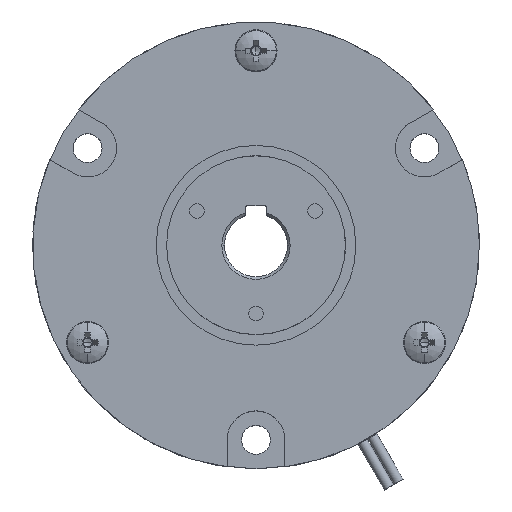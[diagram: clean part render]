
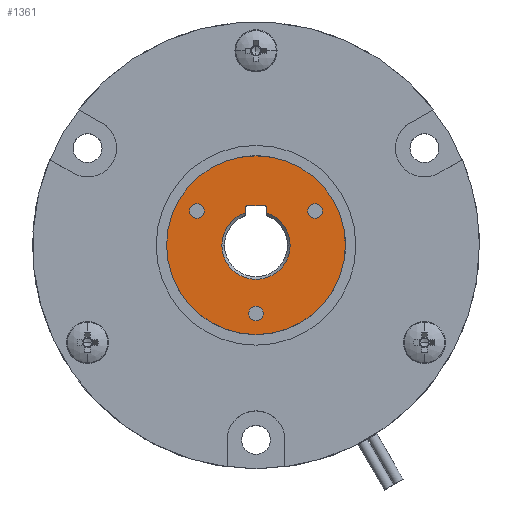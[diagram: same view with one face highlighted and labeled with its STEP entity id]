
A CAD part, top view. The second image highlights one B-rep face of the part: STEP entity #1361.
In plain terms, the highlighted planar face has unit normal (0, 0, 1).
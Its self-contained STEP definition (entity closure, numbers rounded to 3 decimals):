
#1228 = EDGE_CURVE ( 'NONE', #1917, #1721, #5430, .T. ) ;
#1287 = ORIENTED_EDGE ( 'NONE', *, *, #2082, .T. ) ;
#1295 = ORIENTED_EDGE ( 'NONE', *, *, #2136, .T. ) ;
#1296 = ORIENTED_EDGE ( 'NONE', *, *, #1297, .T. ) ;
#1297 = EDGE_CURVE ( 'NONE', #2217, #1298, #5329, .T. ) ;
#1298 = VERTEX_POINT ( 'NONE', #5324 ) ;
#1299 = ORIENTED_EDGE ( 'NONE', *, *, #1321, .T. ) ;
#1316 = EDGE_CURVE ( 'NONE', #2753, #3152, #5359, .T. ) ;
#1319 = EDGE_CURVE ( 'NONE', #2837, #3402, #5353, .T. ) ;
#1321 = EDGE_CURVE ( 'NONE', #1298, #1322, #5520, .T. ) ;
#1322 = VERTEX_POINT ( 'NONE', #5516 ) ;
#1323 = ORIENTED_EDGE ( 'NONE', *, *, #1324, .T. ) ;
#1324 = EDGE_CURVE ( 'NONE', #1322, #1325, #5515, .T. ) ;
#1325 = VERTEX_POINT ( 'NONE', #5510 ) ;
#1327 = VERTEX_POINT ( 'NONE', #5471 ) ;
#1347 = ORIENTED_EDGE ( 'NONE', *, *, #1348, .T. ) ;
#1348 = EDGE_CURVE ( 'NONE', #1325, #1327, #5793, .T. ) ;
#1349 = ORIENTED_EDGE ( 'NONE', *, *, #1350, .T. ) ;
#1350 = EDGE_CURVE ( 'NONE', #1327, #1368, #5799, .T. ) ;
#1351 = EDGE_LOOP ( 'NONE', ( #1352, #1354 ) ) ;
#1352 = ORIENTED_EDGE ( 'NONE', *, *, #1353, .F. ) ;
#1353 = EDGE_CURVE ( 'NONE', #3016, #2880, #5794, .T. ) ;
#1354 = ORIENTED_EDGE ( 'NONE', *, *, #2800, .F. ) ;
#1355 = EDGE_LOOP ( 'NONE', ( #1356, #1357 ) ) ;
#1356 = ORIENTED_EDGE ( 'NONE', *, *, #1720, .T. ) ;
#1357 = ORIENTED_EDGE ( 'NONE', *, *, #1228, .T. ) ;
#1358 = EDGE_LOOP ( 'NONE', ( #1359, #1360 ) ) ;
#1359 = ORIENTED_EDGE ( 'NONE', *, *, #2843, .T. ) ;
#1360 = ORIENTED_EDGE ( 'NONE', *, *, #1316, .T. ) ;
#1361 = ADVANCED_FACE ( 'NONE', ( #5600, #5599, #5598, #5597, #5596 ), #5595, .F. ) ;
#1362 = EDGE_LOOP ( 'NONE', ( #1363, #1364 ) ) ;
#1363 = ORIENTED_EDGE ( 'NONE', *, *, #3403, .T. ) ;
#1364 = ORIENTED_EDGE ( 'NONE', *, *, #1319, .T. ) ;
#1365 = EDGE_LOOP ( 'NONE', ( #1366, #1287, #1295, #1296, #1299, #1323, #1347, #1349 ) ) ;
#1366 = ORIENTED_EDGE ( 'NONE', *, *, #1367, .T. ) ;
#1367 = EDGE_CURVE ( 'NONE', #1368, #2083, #5593, .T. ) ;
#1368 = VERTEX_POINT ( 'NONE', #5586 ) ;
#1720 = EDGE_CURVE ( 'NONE', #1721, #1917, #6357, .T. ) ;
#1721 = VERTEX_POINT ( 'NONE', #6352 ) ;
#1917 = VERTEX_POINT ( 'NONE', #6978 ) ;
#2082 = EDGE_CURVE ( 'NONE', #2083, #2137, #7167, .T. ) ;
#2083 = VERTEX_POINT ( 'NONE', #7162 ) ;
#2136 = EDGE_CURVE ( 'NONE', #2137, #2217, #10005, .T. ) ;
#2137 = VERTEX_POINT ( 'NONE', #10000 ) ;
#2217 = VERTEX_POINT ( 'NONE', #7384 ) ;
#2753 = VERTEX_POINT ( 'NONE', #8422 ) ;
#2800 = EDGE_CURVE ( 'NONE', #2880, #3016, #8351, .T. ) ;
#2837 = VERTEX_POINT ( 'NONE', #8604 ) ;
#2843 = EDGE_CURVE ( 'NONE', #3152, #2753, #8590, .T. ) ;
#2880 = VERTEX_POINT ( 'NONE', #8565 ) ;
#3016 = VERTEX_POINT ( 'NONE', #8777 ) ;
#3152 = VERTEX_POINT ( 'NONE', #9130 ) ;
#3402 = VERTEX_POINT ( 'NONE', #9283 ) ;
#3403 = EDGE_CURVE ( 'NONE', #3402, #2837, #9282, .T. ) ;
#5324 = CARTESIAN_POINT ( 'NONE',  ( -2., 6.185, 22.8 ) ) ;
#5325 = DIRECTION ( 'NONE',  ( -1., 0., 0. ) ) ;
#5326 = DIRECTION ( 'NONE',  ( 0., 0., -1. ) ) ;
#5327 = CARTESIAN_POINT ( 'NONE',  ( 0., 0., 22.8 ) ) ;
#5328 = AXIS2_PLACEMENT_3D ( 'NONE', #5327, #5326, #5325 ) ;
#5329 = CIRCLE ( 'NONE', #5328, 6.5 ) ;
#5353 = CIRCLE ( 'NONE', #5529, 1.4 ) ;
#5355 = DIRECTION ( 'NONE',  ( 0.5, -0.866, 0. ) ) ;
#5356 = DIRECTION ( 'NONE',  ( 0., 0., -1. ) ) ;
#5357 = CARTESIAN_POINT ( 'NONE',  ( 11.258, 6.5, 22.8 ) ) ;
#5358 = AXIS2_PLACEMENT_3D ( 'NONE', #5357, #5356, #5355 ) ;
#5359 = CIRCLE ( 'NONE', #5358, 1.4 ) ;
#5426 = DIRECTION ( 'NONE',  ( -1., 0., 0. ) ) ;
#5427 = DIRECTION ( 'NONE',  ( 0., 0., -1. ) ) ;
#5428 = CARTESIAN_POINT ( 'NONE',  ( 0., -13., 22.8 ) ) ;
#5429 = AXIS2_PLACEMENT_3D ( 'NONE', #5428, #5427, #5426 ) ;
#5430 = CIRCLE ( 'NONE', #5429, 1.4 ) ;
#5471 = CARTESIAN_POINT ( 'NONE',  ( 1.6, 7.5, 22.8 ) ) ;
#5510 = CARTESIAN_POINT ( 'NONE',  ( -1.6, 7.5, 22.8 ) ) ;
#5511 = DIRECTION ( 'NONE',  ( -1., 0., 0. ) ) ;
#5512 = DIRECTION ( 'NONE',  ( 0., 0., -1. ) ) ;
#5513 = CARTESIAN_POINT ( 'NONE',  ( -1.6, 7.1, 22.8 ) ) ;
#5514 = AXIS2_PLACEMENT_3D ( 'NONE', #5513, #5512, #5511 ) ;
#5515 = CIRCLE ( 'NONE', #5514, 0.4 ) ;
#5516 = CARTESIAN_POINT ( 'NONE',  ( -2., 7.1, 22.8 ) ) ;
#5517 = DIRECTION ( 'NONE',  ( 0., 1., 0. ) ) ;
#5518 = VECTOR ( 'NONE', #5517, 1000. ) ;
#5519 = CARTESIAN_POINT ( 'NONE',  ( -2., 7.5, 22.8 ) ) ;
#5520 = LINE ( 'NONE', #5519, #5518 ) ;
#5526 = DIRECTION ( 'NONE',  ( 0.5, 0.866, 0. ) ) ;
#5527 = DIRECTION ( 'NONE',  ( 0., 0., -1. ) ) ;
#5528 = CARTESIAN_POINT ( 'NONE',  ( -11.258, 6.5, 22.8 ) ) ;
#5529 = AXIS2_PLACEMENT_3D ( 'NONE', #5528, #5527, #5526 ) ;
#5586 = CARTESIAN_POINT ( 'NONE',  ( 2., 7.1, 22.8 ) ) ;
#5587 = DIRECTION ( 'NONE',  ( 0., -1., 0. ) ) ;
#5588 = VECTOR ( 'NONE', #5587, 1000. ) ;
#5589 = CARTESIAN_POINT ( 'NONE',  ( 2., 7.5, 22.8 ) ) ;
#5590 = DIRECTION ( 'NONE',  ( -1., 0., 0. ) ) ;
#5591 = DIRECTION ( 'NONE',  ( 0., 0., -1. ) ) ;
#5592 = CARTESIAN_POINT ( 'NONE',  ( 0., 0., 22.8 ) ) ;
#5593 = LINE ( 'NONE', #5589, #5588 ) ;
#5594 = AXIS2_PLACEMENT_3D ( 'NONE', #5592, #5591, #5590 ) ;
#5595 = PLANE ( 'NONE',  #5594 ) ;
#5596 = FACE_BOUND ( 'NONE', #1358, .T. ) ;
#5597 = FACE_BOUND ( 'NONE', #1355, .T. ) ;
#5598 = FACE_OUTER_BOUND ( 'NONE', #1351, .T. ) ;
#5599 = FACE_BOUND ( 'NONE', #1365, .T. ) ;
#5600 = FACE_BOUND ( 'NONE', #1362, .T. ) ;
#5601 = DIRECTION ( 'NONE',  ( -1., 0., 0. ) ) ;
#5602 = DIRECTION ( 'NONE',  ( 0., 0., -1. ) ) ;
#5603 = CARTESIAN_POINT ( 'NONE',  ( 0., 0., 22.8 ) ) ;
#5604 = AXIS2_PLACEMENT_3D ( 'NONE', #5603, #5602, #5601 ) ;
#5790 = DIRECTION ( 'NONE',  ( 1., 0., 0. ) ) ;
#5791 = VECTOR ( 'NONE', #5790, 1000. ) ;
#5792 = CARTESIAN_POINT ( 'NONE',  ( -2., 7.5, 22.8 ) ) ;
#5793 = LINE ( 'NONE', #5792, #5791 ) ;
#5794 = CIRCLE ( 'NONE', #5604, 17. ) ;
#5795 = DIRECTION ( 'NONE',  ( -1., 0., 0. ) ) ;
#5796 = DIRECTION ( 'NONE',  ( 0., 0., -1. ) ) ;
#5797 = CARTESIAN_POINT ( 'NONE',  ( 1.6, 7.1, 22.8 ) ) ;
#5798 = AXIS2_PLACEMENT_3D ( 'NONE', #5797, #5796, #5795 ) ;
#5799 = CIRCLE ( 'NONE', #5798, 0.4 ) ;
#6352 = CARTESIAN_POINT ( 'NONE',  ( 1.4, -13., 22.8 ) ) ;
#6353 = DIRECTION ( 'NONE',  ( -1., 0., 0. ) ) ;
#6354 = DIRECTION ( 'NONE',  ( 0., 0., -1. ) ) ;
#6355 = CARTESIAN_POINT ( 'NONE',  ( 0., -13., 22.8 ) ) ;
#6356 = AXIS2_PLACEMENT_3D ( 'NONE', #6355, #6354, #6353 ) ;
#6357 = CIRCLE ( 'NONE', #6356, 1.4 ) ;
#6978 = CARTESIAN_POINT ( 'NONE',  ( -1.4, -13., 22.8 ) ) ;
#7162 = CARTESIAN_POINT ( 'NONE',  ( 2., 6.185, 22.8 ) ) ;
#7163 = DIRECTION ( 'NONE',  ( -1., 0., 0. ) ) ;
#7164 = DIRECTION ( 'NONE',  ( 0., 0., -1. ) ) ;
#7165 = CARTESIAN_POINT ( 'NONE',  ( 0., 0., 22.8 ) ) ;
#7166 = AXIS2_PLACEMENT_3D ( 'NONE', #7165, #7164, #7163 ) ;
#7167 = CIRCLE ( 'NONE', #7166, 6.5 ) ;
#7384 = CARTESIAN_POINT ( 'NONE',  ( -6.5, 0., 22.8 ) ) ;
#8347 = DIRECTION ( 'NONE',  ( -1., 0., 0. ) ) ;
#8348 = DIRECTION ( 'NONE',  ( 0., 0., -1. ) ) ;
#8349 = CARTESIAN_POINT ( 'NONE',  ( 0., 0., 22.8 ) ) ;
#8350 = AXIS2_PLACEMENT_3D ( 'NONE', #8349, #8348, #8347 ) ;
#8351 = CIRCLE ( 'NONE', #8350, 17. ) ;
#8422 = CARTESIAN_POINT ( 'NONE',  ( 9.858, 6.5, 22.8 ) ) ;
#8565 = CARTESIAN_POINT ( 'NONE',  ( -17., 0., 22.8 ) ) ;
#8587 = DIRECTION ( 'NONE',  ( 0.5, -0.866, 0. ) ) ;
#8588 = DIRECTION ( 'NONE',  ( 0., 0., -1. ) ) ;
#8589 = AXIS2_PLACEMENT_3D ( 'NONE', #8593, #8588, #8587 ) ;
#8590 = CIRCLE ( 'NONE', #8589, 1.4 ) ;
#8593 = CARTESIAN_POINT ( 'NONE',  ( 11.258, 6.5, 22.8 ) ) ;
#8604 = CARTESIAN_POINT ( 'NONE',  ( -12.658, 6.5, 22.8 ) ) ;
#8777 = CARTESIAN_POINT ( 'NONE',  ( 17., 0., 22.8 ) ) ;
#9130 = CARTESIAN_POINT ( 'NONE',  ( 12.658, 6.5, 22.8 ) ) ;
#9278 = DIRECTION ( 'NONE',  ( 0.5, 0.866, 0. ) ) ;
#9279 = DIRECTION ( 'NONE',  ( 0., 0., -1. ) ) ;
#9280 = CARTESIAN_POINT ( 'NONE',  ( -11.258, 6.5, 22.8 ) ) ;
#9281 = AXIS2_PLACEMENT_3D ( 'NONE', #9280, #9279, #9278 ) ;
#9282 = CIRCLE ( 'NONE', #9281, 1.4 ) ;
#9283 = CARTESIAN_POINT ( 'NONE',  ( -9.858, 6.5, 22.8 ) ) ;
#10000 = CARTESIAN_POINT ( 'NONE',  ( 6.5, 0., 22.8 ) ) ;
#10001 = DIRECTION ( 'NONE',  ( -1., 0., 0. ) ) ;
#10002 = DIRECTION ( 'NONE',  ( 0., 0., -1. ) ) ;
#10003 = CARTESIAN_POINT ( 'NONE',  ( 0., 0., 22.8 ) ) ;
#10004 = AXIS2_PLACEMENT_3D ( 'NONE', #10003, #10002, #10001 ) ;
#10005 = CIRCLE ( 'NONE', #10004, 6.5 ) ;
